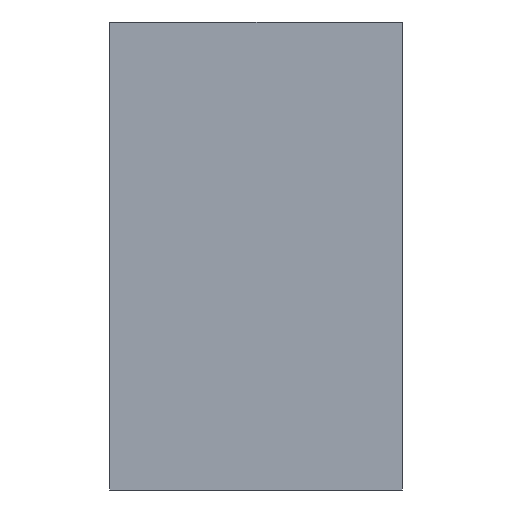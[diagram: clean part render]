
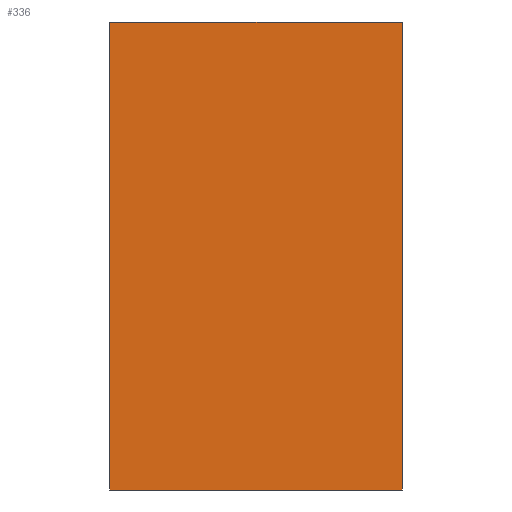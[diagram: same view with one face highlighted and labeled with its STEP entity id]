
A CAD part, left-side view. The second image highlights one B-rep face of the part: STEP entity #336.
In plain terms, the highlighted planar face has unit normal (-1, 0, 0).
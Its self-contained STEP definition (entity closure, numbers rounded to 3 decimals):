
#8 = VERTEX_POINT ( 'NONE', #1505 ) ;
#94 = DIRECTION ( 'NONE',  ( 0., -1., 0. ) ) ;
#121 = CARTESIAN_POINT ( 'NONE',  ( -72., 0., 0. ) ) ;
#167 = CARTESIAN_POINT ( 'NONE',  ( -72., 0., 0. ) ) ;
#245 = LINE ( 'NONE', #121, #979 ) ;
#336 = ADVANCED_FACE ( 'NONE', ( #1495 ), #863, .T. ) ;
#344 = CARTESIAN_POINT ( 'NONE',  ( -72., 0., 40. ) ) ;
#358 = ORIENTED_EDGE ( 'NONE', *, *, #394, .F. ) ;
#377 = DIRECTION ( 'NONE',  ( -1., 0., 0. ) ) ;
#394 = EDGE_CURVE ( 'NONE', #937, #1356, #245, .T. ) ;
#448 = EDGE_LOOP ( 'NONE', ( #582, #358, #1114, #988 ) ) ;
#525 = LINE ( 'NONE', #915, #1140 ) ;
#541 = AXIS2_PLACEMENT_3D ( 'NONE', #1480, #377, #1242 ) ;
#582 = ORIENTED_EDGE ( 'NONE', *, *, #712, .F. ) ;
#650 = VERTEX_POINT ( 'NONE', #947 ) ;
#712 = EDGE_CURVE ( 'NONE', #1356, #650, #1359, .T. ) ;
#776 = DIRECTION ( 'NONE',  ( 0., 0., 1. ) ) ;
#863 = PLANE ( 'NONE',  #541 ) ;
#915 = CARTESIAN_POINT ( 'NONE',  ( -72., -25., 0. ) ) ;
#937 = VERTEX_POINT ( 'NONE', #1158 ) ;
#947 = CARTESIAN_POINT ( 'NONE',  ( -72., -25., 40. ) ) ;
#979 = VECTOR ( 'NONE', #1109, 1000. ) ;
#988 = ORIENTED_EDGE ( 'NONE', *, *, #1307, .T. ) ;
#1109 = DIRECTION ( 'NONE',  ( 0., 0., 1. ) ) ;
#1114 = ORIENTED_EDGE ( 'NONE', *, *, #1215, .T. ) ;
#1140 = VECTOR ( 'NONE', #776, 1000. ) ;
#1158 = CARTESIAN_POINT ( 'NONE',  ( -72., 0., 0. ) ) ;
#1215 = EDGE_CURVE ( 'NONE', #937, #8, #1405, .T. ) ;
#1242 = DIRECTION ( 'NONE',  ( 0., 0., 1. ) ) ;
#1281 = VECTOR ( 'NONE', #94, 1000. ) ;
#1307 = EDGE_CURVE ( 'NONE', #8, #650, #525, .T. ) ;
#1356 = VERTEX_POINT ( 'NONE', #1432 ) ;
#1359 = LINE ( 'NONE', #344, #1281 ) ;
#1405 = LINE ( 'NONE', #167, #1452 ) ;
#1432 = CARTESIAN_POINT ( 'NONE',  ( -72., 0., 40. ) ) ;
#1452 = VECTOR ( 'NONE', #1524, 1000. ) ;
#1480 = CARTESIAN_POINT ( 'NONE',  ( -72., 0., 0. ) ) ;
#1495 = FACE_OUTER_BOUND ( 'NONE', #448, .T. ) ;
#1505 = CARTESIAN_POINT ( 'NONE',  ( -72., -25., 0. ) ) ;
#1524 = DIRECTION ( 'NONE',  ( 0., -1., 0. ) ) ;
